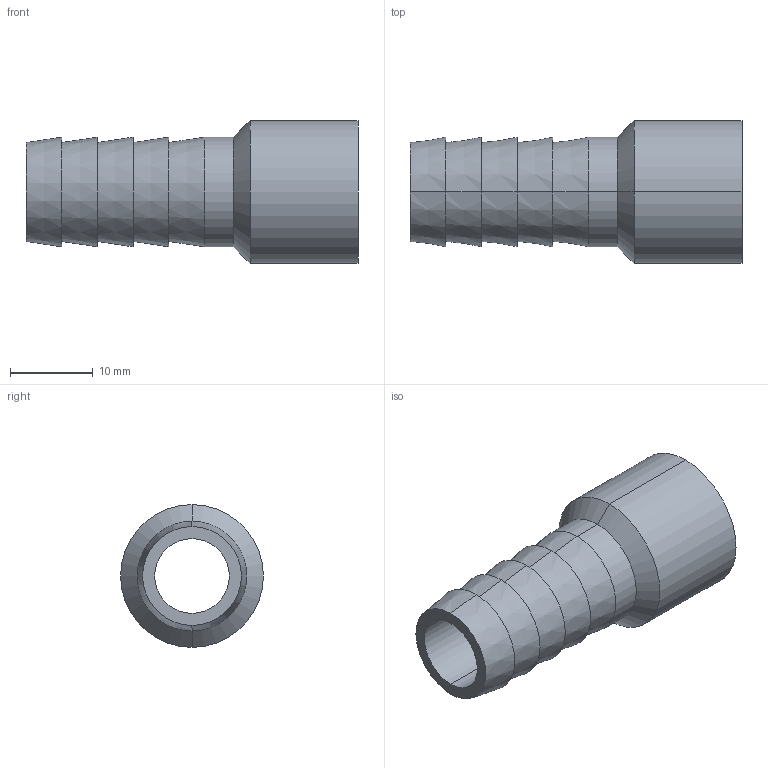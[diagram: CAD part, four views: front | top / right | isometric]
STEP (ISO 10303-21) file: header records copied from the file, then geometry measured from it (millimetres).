
FILE_DESCRIPTION (( 'STEP AP203' ), '1' );
FILE_NAME ('3D_R141-K_17.2-13_171312680.STEP', '2024-08-19T13:37:18', ( '' ), ( '' ), 'SwSTEP 2.0', 'SolidWorks 2024', '' );
FILE_SCHEMA (( 'CONFIG_CONTROL_DESIGN' ));
Length unit declared in the file: millimetre
Products named in the file (1): 3D_R141-K_17.2-13_171312680
Bounding box: 40 x 17.2 x 17.2 mm (x, y, z)
Volume: 2961.2 mm3; surface area: 3432.7 mm2
Topology: 1 solids, 1 shells, 28 faces, 56 edges, 34 vertices
Faces by surface type: cone 14, cylinder 8, plane 6
Entity records: 815 total; most frequent: DIRECTION 148, CARTESIAN_POINT 119, ORIENTED_EDGE 112, AXIS2_PLACEMENT_3D 63, EDGE_CURVE 56, CIRCLE 34, EDGE_LOOP 34, VERTEX_POINT 34
